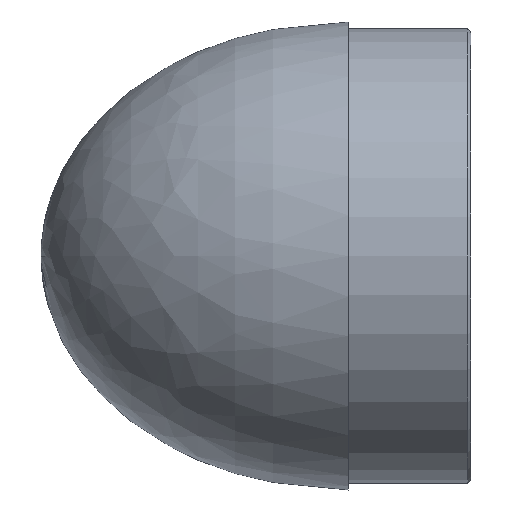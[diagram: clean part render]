
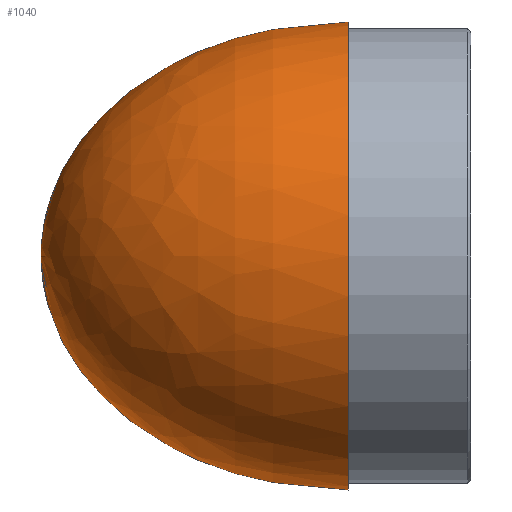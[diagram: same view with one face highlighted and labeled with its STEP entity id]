
A CAD part, left-side view. The second image highlights one B-rep face of the part: STEP entity #1040.
In plain terms, the highlighted free-form (B-spline) face has degree [2, 2] with [3, 9] control points.
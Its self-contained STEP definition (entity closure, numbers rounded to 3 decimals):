
#15=ELLIPSE('',#1198,50.,38.1);
#17=(
BOUNDED_SURFACE()
B_SPLINE_SURFACE(2,2,((#2615,#2616,#2617,#2618,#2619,#2620,#2621,#2622,
#2623),(#2624,#2625,#2626,#2627,#2628,#2629,#2630,#2631,#2632),(#2633,#2634,
#2635,#2636,#2637,#2638,#2639,#2640,#2641)),.UNSPECIFIED.,.F.,.T.,.F.)
B_SPLINE_SURFACE_WITH_KNOTS((3,3),(3,2,2,2,3),(-1.571,0.),(0.,
1.571,3.142,4.712,6.283),
 .UNSPECIFIED.)
GEOMETRIC_REPRESENTATION_ITEM()
RATIONAL_B_SPLINE_SURFACE(((1.,0.707,1.,0.707,1.,
0.707,1.,0.707,1.),(0.707,0.5,0.707,
0.5,0.707,0.5,0.707,0.5,0.707),(1.,
0.707,1.,0.707,1.,0.707,1.,0.707,
1.)))
REPRESENTATION_ITEM('')
SURFACE()
);
#230=FACE_OUTER_BOUND('',#298,.T.);
#298=EDGE_LOOP('',(#969,#970,#971));
#388=CIRCLE('',#1197,38.1);
#502=VERTEX_POINT('',#2613);
#503=VERTEX_POINT('',#2642);
#658=EDGE_CURVE('',#502,#502,#388,.T.);
#659=EDGE_CURVE('',#502,#503,#15,.T.);
#969=ORIENTED_EDGE('',*,*,#659,.T.);
#970=ORIENTED_EDGE('',*,*,#659,.F.);
#971=ORIENTED_EDGE('',*,*,#658,.F.);
#1040=ADVANCED_FACE('',(#230),#17,.T.);
#1197=AXIS2_PLACEMENT_3D('',#2614,#1531,#1532);
#1198=AXIS2_PLACEMENT_3D('',#2643,#1533,#1534);
#1531=DIRECTION('center_axis',(0.,-1.,0.));
#1532=DIRECTION('ref_axis',(1.,0.,0.));
#1533=DIRECTION('center_axis',(0.,0.,1.));
#1534=DIRECTION('ref_axis',(0.,1.,0.));
#2613=CARTESIAN_POINT('',(38.1,0.,0.));
#2614=CARTESIAN_POINT('Origin',(0.,0.,0.));
#2615=CARTESIAN_POINT('Ctrl Pts',(38.1,0.,0.));
#2616=CARTESIAN_POINT('Ctrl Pts',(38.1,0.,38.1));
#2617=CARTESIAN_POINT('Ctrl Pts',(0.,0.,
38.1));
#2618=CARTESIAN_POINT('Ctrl Pts',(-38.1,0.,38.1));
#2619=CARTESIAN_POINT('Ctrl Pts',(-38.1,0.,0.));
#2620=CARTESIAN_POINT('Ctrl Pts',(-38.1,0.,-38.1));
#2621=CARTESIAN_POINT('Ctrl Pts',(0.,0.,
-38.1));
#2622=CARTESIAN_POINT('Ctrl Pts',(38.1,0.,-38.1));
#2623=CARTESIAN_POINT('Ctrl Pts',(38.1,0.,0.));
#2624=CARTESIAN_POINT('Ctrl Pts',(38.1,50.,0.));
#2625=CARTESIAN_POINT('Ctrl Pts',(38.1,50.,38.1));
#2626=CARTESIAN_POINT('Ctrl Pts',(0.,50.,38.1));
#2627=CARTESIAN_POINT('Ctrl Pts',(-38.1,50.,38.1));
#2628=CARTESIAN_POINT('Ctrl Pts',(-38.1,50.,0.));
#2629=CARTESIAN_POINT('Ctrl Pts',(-38.1,50.,-38.1));
#2630=CARTESIAN_POINT('Ctrl Pts',(0.,50.,-38.1));
#2631=CARTESIAN_POINT('Ctrl Pts',(38.1,50.,-38.1));
#2632=CARTESIAN_POINT('Ctrl Pts',(38.1,50.,0.));
#2633=CARTESIAN_POINT('Ctrl Pts',(0.,50.,0.));
#2634=CARTESIAN_POINT('Ctrl Pts',(0.,50.,0.));
#2635=CARTESIAN_POINT('Ctrl Pts',(0.,50.,0.));
#2636=CARTESIAN_POINT('Ctrl Pts',(0.,50.,0.));
#2637=CARTESIAN_POINT('Ctrl Pts',(0.,50.,0.));
#2638=CARTESIAN_POINT('Ctrl Pts',(0.,50.,0.));
#2639=CARTESIAN_POINT('Ctrl Pts',(0.,50.,0.));
#2640=CARTESIAN_POINT('Ctrl Pts',(0.,50.,0.));
#2641=CARTESIAN_POINT('Ctrl Pts',(0.,50.,0.));
#2642=CARTESIAN_POINT('',(0.,50.,0.));
#2643=CARTESIAN_POINT('Origin',(0.,0.,0.));
